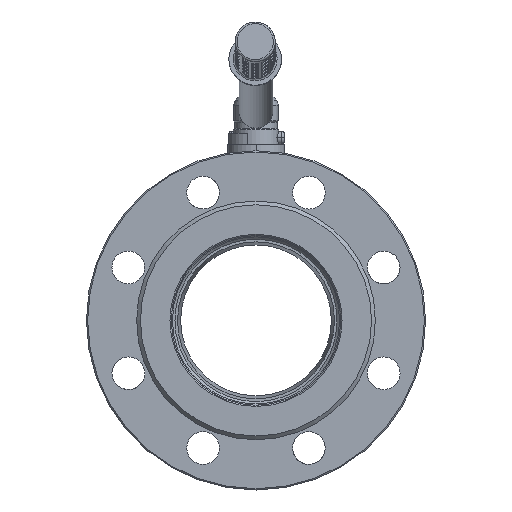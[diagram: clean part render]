
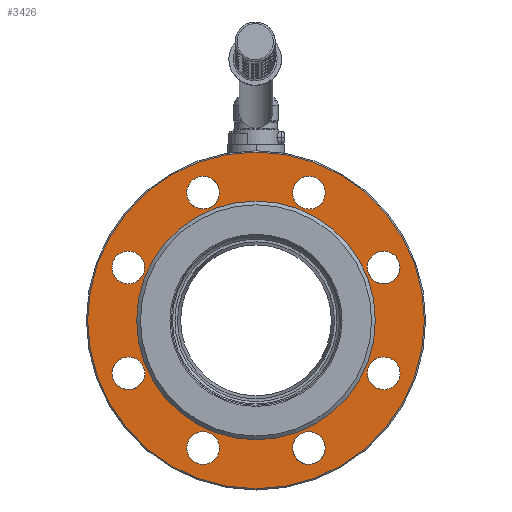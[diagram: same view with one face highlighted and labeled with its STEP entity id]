
A CAD part, left-side view. The second image highlights one B-rep face of the part: STEP entity #3426.
In plain terms, the highlighted planar face has unit normal (-1, 0, 0).
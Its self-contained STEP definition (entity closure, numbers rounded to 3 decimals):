
#3239=CARTESIAN_POINT('',(-159.85,0.,-95.));
#3240=DIRECTION('',(-1.,-0.,-0.));
#3241=DIRECTION('',(-0.,-0.,1.));
#3242=AXIS2_PLACEMENT_3D('',#3239,#3240,#3241);
#3243=PLANE('',#3242);
#3244=CARTESIAN_POINT('',(-159.85,-101.627,-29.095));
#3245=VERTEX_POINT('',#3244);
#3246=CARTESIAN_POINT('',(-159.85,-101.627,-42.095));
#3247=DIRECTION('',(1.,0.,0.));
#3248=DIRECTION('',(-0.,0.,1.));
#3249=AXIS2_PLACEMENT_3D('',#3246,#3247,#3248);
#3250=CIRCLE('',#3249,13.);
#3251=EDGE_CURVE('',#3245,#3245,#3250,.T.);
#3252=ORIENTED_EDGE('',*,*,#3251,.T.);
#3253=EDGE_LOOP('',(#3252));
#3254=FACE_BOUND('',#3253,.T.);
#3255=CARTESIAN_POINT('',(-159.85,-92.434,51.288));
#3256=VERTEX_POINT('',#3255);
#3257=CARTESIAN_POINT('',(-159.85,-101.627,55.095));
#3258=VERTEX_POINT('',#3257);
#3259=CARTESIAN_POINT('',(-159.85,-101.627,42.095));
#3260=DIRECTION('',(1.,0.,0.));
#3261=DIRECTION('',(-0.,0.707,0.707));
#3262=AXIS2_PLACEMENT_3D('',#3259,#3260,#3261);
#3263=CIRCLE('',#3262,13.);
#3264=EDGE_CURVE('',#3256,#3258,#3263,.T.);
#3265=ORIENTED_EDGE('',*,*,#3264,.T.);
#3266=CARTESIAN_POINT('',(-159.85,-101.627,42.095));
#3267=DIRECTION('',(1.,0.,0.));
#3268=DIRECTION('',(-0.,0.707,0.707));
#3269=AXIS2_PLACEMENT_3D('',#3266,#3267,#3268);
#3270=CIRCLE('',#3269,13.);
#3271=EDGE_CURVE('',#3258,#3256,#3270,.T.);
#3272=ORIENTED_EDGE('',*,*,#3271,.T.);
#3273=EDGE_LOOP('',(#3265,#3272));
#3274=FACE_BOUND('',#3273,.T.);
#3275=CARTESIAN_POINT('',(-159.85,-29.095,101.627));
#3276=VERTEX_POINT('',#3275);
#3277=CARTESIAN_POINT('',(-159.85,-42.095,114.627));
#3278=VERTEX_POINT('',#3277);
#3279=CARTESIAN_POINT('',(-159.85,-42.095,101.627));
#3280=DIRECTION('',(1.,0.,0.));
#3281=DIRECTION('',(-0.,1.,-0.));
#3282=AXIS2_PLACEMENT_3D('',#3279,#3280,#3281);
#3283=CIRCLE('',#3282,13.);
#3284=EDGE_CURVE('',#3276,#3278,#3283,.T.);
#3285=ORIENTED_EDGE('',*,*,#3284,.T.);
#3286=CARTESIAN_POINT('',(-159.85,-42.095,101.627));
#3287=DIRECTION('',(1.,0.,0.));
#3288=DIRECTION('',(-0.,1.,-0.));
#3289=AXIS2_PLACEMENT_3D('',#3286,#3287,#3288);
#3290=CIRCLE('',#3289,13.);
#3291=EDGE_CURVE('',#3278,#3276,#3290,.T.);
#3292=ORIENTED_EDGE('',*,*,#3291,.T.);
#3293=EDGE_LOOP('',(#3285,#3292));
#3294=FACE_BOUND('',#3293,.T.);
#3295=CARTESIAN_POINT('',(-159.85,51.288,92.434));
#3296=VERTEX_POINT('',#3295);
#3297=CARTESIAN_POINT('',(-159.85,42.095,114.627));
#3298=VERTEX_POINT('',#3297);
#3299=CARTESIAN_POINT('',(-159.85,42.095,101.627));
#3300=DIRECTION('',(1.,0.,0.));
#3301=DIRECTION('',(-0.,0.707,-0.707));
#3302=AXIS2_PLACEMENT_3D('',#3299,#3300,#3301);
#3303=CIRCLE('',#3302,13.);
#3304=EDGE_CURVE('',#3296,#3298,#3303,.T.);
#3305=ORIENTED_EDGE('',*,*,#3304,.T.);
#3306=CARTESIAN_POINT('',(-159.85,42.095,101.627));
#3307=DIRECTION('',(1.,0.,0.));
#3308=DIRECTION('',(-0.,0.707,-0.707));
#3309=AXIS2_PLACEMENT_3D('',#3306,#3307,#3308);
#3310=CIRCLE('',#3309,13.);
#3311=EDGE_CURVE('',#3298,#3296,#3310,.T.);
#3312=ORIENTED_EDGE('',*,*,#3311,.T.);
#3313=EDGE_LOOP('',(#3305,#3312));
#3314=FACE_BOUND('',#3313,.T.);
#3315=CARTESIAN_POINT('',(-159.85,101.627,29.095));
#3316=VERTEX_POINT('',#3315);
#3317=CARTESIAN_POINT('',(-159.85,101.627,55.095));
#3318=VERTEX_POINT('',#3317);
#3319=CARTESIAN_POINT('',(-159.85,101.627,42.095));
#3320=DIRECTION('',(1.,0.,0.));
#3321=DIRECTION('',(0.,-0.,-1.));
#3322=AXIS2_PLACEMENT_3D('',#3319,#3320,#3321);
#3323=CIRCLE('',#3322,13.);
#3324=EDGE_CURVE('',#3316,#3318,#3323,.T.);
#3325=ORIENTED_EDGE('',*,*,#3324,.T.);
#3326=CARTESIAN_POINT('',(-159.85,101.627,42.095));
#3327=DIRECTION('',(1.,0.,0.));
#3328=DIRECTION('',(0.,-0.,-1.));
#3329=AXIS2_PLACEMENT_3D('',#3326,#3327,#3328);
#3330=CIRCLE('',#3329,13.);
#3331=EDGE_CURVE('',#3318,#3316,#3330,.T.);
#3332=ORIENTED_EDGE('',*,*,#3331,.T.);
#3333=EDGE_LOOP('',(#3325,#3332));
#3334=FACE_BOUND('',#3333,.T.);
#3335=CARTESIAN_POINT('',(-159.85,92.434,-51.288));
#3336=VERTEX_POINT('',#3335);
#3337=CARTESIAN_POINT('',(-159.85,101.627,-29.095));
#3338=VERTEX_POINT('',#3337);
#3339=CARTESIAN_POINT('',(-159.85,101.627,-42.095));
#3340=DIRECTION('',(1.,0.,0.));
#3341=DIRECTION('',(0.,-0.707,-0.707));
#3342=AXIS2_PLACEMENT_3D('',#3339,#3340,#3341);
#3343=CIRCLE('',#3342,13.);
#3344=EDGE_CURVE('',#3336,#3338,#3343,.T.);
#3345=ORIENTED_EDGE('',*,*,#3344,.T.);
#3346=CARTESIAN_POINT('',(-159.85,101.627,-42.095));
#3347=DIRECTION('',(1.,0.,0.));
#3348=DIRECTION('',(0.,-0.707,-0.707));
#3349=AXIS2_PLACEMENT_3D('',#3346,#3347,#3348);
#3350=CIRCLE('',#3349,13.);
#3351=EDGE_CURVE('',#3338,#3336,#3350,.T.);
#3352=ORIENTED_EDGE('',*,*,#3351,.T.);
#3353=EDGE_LOOP('',(#3345,#3352));
#3354=FACE_BOUND('',#3353,.T.);
#3355=CARTESIAN_POINT('',(-159.85,29.095,-101.627));
#3356=VERTEX_POINT('',#3355);
#3357=CARTESIAN_POINT('',(-159.85,42.095,-88.627));
#3358=VERTEX_POINT('',#3357);
#3359=CARTESIAN_POINT('',(-159.85,42.095,-101.627));
#3360=DIRECTION('',(1.,0.,0.));
#3361=DIRECTION('',(0.,-1.,0.));
#3362=AXIS2_PLACEMENT_3D('',#3359,#3360,#3361);
#3363=CIRCLE('',#3362,13.);
#3364=EDGE_CURVE('',#3356,#3358,#3363,.T.);
#3365=ORIENTED_EDGE('',*,*,#3364,.T.);
#3366=CARTESIAN_POINT('',(-159.85,42.095,-101.627));
#3367=DIRECTION('',(1.,0.,0.));
#3368=DIRECTION('',(0.,-1.,0.));
#3369=AXIS2_PLACEMENT_3D('',#3366,#3367,#3368);
#3370=CIRCLE('',#3369,13.);
#3371=EDGE_CURVE('',#3358,#3356,#3370,.T.);
#3372=ORIENTED_EDGE('',*,*,#3371,.T.);
#3373=EDGE_LOOP('',(#3365,#3372));
#3374=FACE_BOUND('',#3373,.T.);
#3375=CARTESIAN_POINT('',(-159.85,-51.288,-92.434));
#3376=VERTEX_POINT('',#3375);
#3377=CARTESIAN_POINT('',(-159.85,-42.095,-88.627));
#3378=VERTEX_POINT('',#3377);
#3379=CARTESIAN_POINT('',(-159.85,-42.095,-101.627));
#3380=DIRECTION('',(1.,0.,0.));
#3381=DIRECTION('',(0.,-0.707,0.707));
#3382=AXIS2_PLACEMENT_3D('',#3379,#3380,#3381);
#3383=CIRCLE('',#3382,13.);
#3384=EDGE_CURVE('',#3376,#3378,#3383,.T.);
#3385=ORIENTED_EDGE('',*,*,#3384,.T.);
#3386=CARTESIAN_POINT('',(-159.85,-42.095,-101.627));
#3387=DIRECTION('',(1.,0.,0.));
#3388=DIRECTION('',(0.,-0.707,0.707));
#3389=AXIS2_PLACEMENT_3D('',#3386,#3387,#3388);
#3390=CIRCLE('',#3389,13.);
#3391=EDGE_CURVE('',#3378,#3376,#3390,.T.);
#3392=ORIENTED_EDGE('',*,*,#3391,.T.);
#3393=EDGE_LOOP('',(#3385,#3392));
#3394=FACE_BOUND('',#3393,.T.);
#3395=CARTESIAN_POINT('',(-159.85,-0.,-134.));
#3396=VERTEX_POINT('',#3395);
#3397=CARTESIAN_POINT('',(-159.85,0.,134.));
#3398=VERTEX_POINT('',#3397);
#3399=CARTESIAN_POINT('',(-159.85,0.,-0.));
#3400=DIRECTION('',(1.,0.,0.));
#3401=DIRECTION('',(-0.,-0.,1.));
#3402=AXIS2_PLACEMENT_3D('',#3399,#3400,#3401);
#3403=CIRCLE('',#3402,134.);
#3404=EDGE_CURVE('',#3396,#3398,#3403,.T.);
#3405=ORIENTED_EDGE('',*,*,#3404,.F.);
#3406=CARTESIAN_POINT('',(-159.85,0.,-0.));
#3407=DIRECTION('',(1.,0.,0.));
#3408=DIRECTION('',(-0.,-0.,1.));
#3409=AXIS2_PLACEMENT_3D('',#3406,#3407,#3408);
#3410=CIRCLE('',#3409,134.);
#3411=EDGE_CURVE('',#3398,#3396,#3410,.T.);
#3412=ORIENTED_EDGE('',*,*,#3411,.F.);
#3413=EDGE_LOOP('',(#3405,#3412));
#3414=FACE_BOUND('',#3413,.T.);
#3415=CARTESIAN_POINT('',(-159.85,0.,-95.));
#3416=VERTEX_POINT('',#3415);
#3417=CARTESIAN_POINT('',(-159.85,0.,-0.));
#3418=DIRECTION('',(-1.,-0.,-0.));
#3419=DIRECTION('',(0.,0.,-1.));
#3420=AXIS2_PLACEMENT_3D('',#3417,#3418,#3419);
#3421=CIRCLE('',#3420,95.);
#3422=EDGE_CURVE('',#3416,#3416,#3421,.T.);
#3423=ORIENTED_EDGE('',*,*,#3422,.F.);
#3424=EDGE_LOOP('',(#3423));
#3425=FACE_BOUND('',#3424,.T.);
#3426=ADVANCED_FACE('',(#3254,#3274,#3294,#3314,#3334,#3354,#3374,#3394,#3414,#3425),#3243,.T.);
